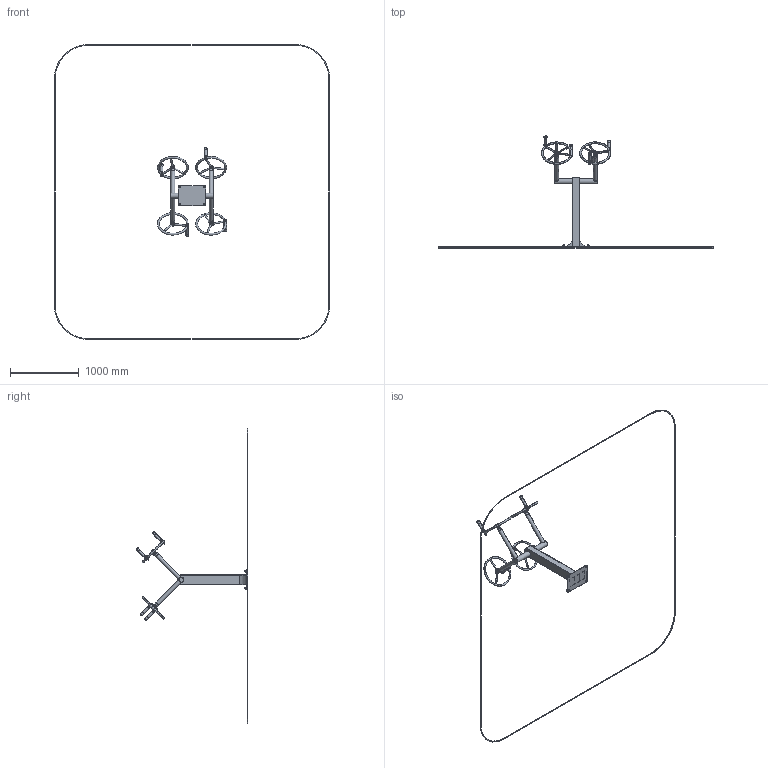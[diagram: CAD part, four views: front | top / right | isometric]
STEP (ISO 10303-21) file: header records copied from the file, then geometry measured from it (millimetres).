
FILE_DESCRIPTION(('STEP AP214'), '1');
FILE_NAME('ut-28', '', ('UNSPECIFIED'), ('UNSPECIFIED'), 'C3D Converter', 'C3D Toolkit', '');
FILE_SCHEMA(('AUTOMOTIVE_DESIGN { 1 0 10303 214 3 1 1}'));
Length unit declared in the file: millimetre
Products named in the file (56): УТ-29.1.14.00.00.00; УТ-29.1.14.00.01.00; УТ-19Н опора (2020); УТ-02.1.14.00.01.07; УТ-29.1.14.00.01.05; УТ-29.1.14.00.01.10; УТ-08.1.14.00.01.02; УТ-07.1.14.00.00.01; КЧ-03.1.2.04.00; УТ-19.1.2.04.01; КЧ-03.1.2.04.03; УТ-29.1.14.02.01.01; УТ-07.1.14.02.01.02; УТ-29.1.14.00.01.03; УТ-29.1.14.00.01.04; ФК-03.03; TPD16 
Assembly tree (107 placements, depth 5):
  УТ-29.1.14.00.00.00
    УТ-29.1.14.00.01.00
      УТ-19Н опора (2020)
      УТ-02.1.14.00.01.07
      УТ-29.1.14.00.01.05
      УТ-29.1.14.00.01.10  x4
      УТ-08.1.14.00.01.02
      (unnamed)  x4
      (unnamed)  x2
    УТ-07.1.14.00.00.01  x2
    (unnamed)  x4
    (unnamed)  x4
      КЧ-03.1.2.04.00
        УТ-19.1.2.04.01
        (unnamed)  x2
          (unnamed)
          (unnamed)
          (unnamed)
          (unnamed)
          (unnamed)
        КЧ-03.1.2.04.03
      (unnamed)
        (unnamed)  x2
          (unnamed)
          (unnamed)
          (unnamed)
          (unnamed)
          (unnamed)
        УТ-29.1.14.02.01.01
        УТ-07.1.14.02.01.02
      (unnamed)
      (unnamed)
      (unnamed)
      УТ-29.1.14.00.01.03
      (unnamed)
      УТ-29.1.14.00.01.03
      УТ-29.1.14.00.01.04
    УТ-07.1.14.00.00.01  x4
    (unnamed)
      (unnamed)
        ФК-03.03  x4
        (unnamed)  x2
        (unnamed)  x2
      (unnamed)  x4
        (unnamed)
        (unnamed)
        (unnamed)
    (unnamed)  x4
    (unnamed)  x4
    (unnamed)
    (unnamed)
    (unnamed)
    (unnamed)
    TPD16   x4
    (unnamed)
    (unnamed)
Bounding box: 4006.68 x 1627.97 x 4292.06 mm (x, y, z)
Volume: 8897219.6 mm3; surface area: 4682767.7 mm2
Topology: 275 solids, 275 shells, 1565 faces, 3181 edges, 1976 vertices
Faces by surface type: plane 566, cylinder 549, sphere 148, cone 140, torus 138, bspline 24
Full cylindrical faces by diameter (mm): 3 x4, 10.647 x1, 11 x4, 11.5 x4, 12 x20, 16 x20, 16.4 x12, 17 x4, 17.4 x16, 18 x4, 20 x12, 20.5 x4, 21 x8, 22 x24, 25.4 x16, 26.6 x16, 27.29 x16, 27.5 x4, 28 x12, 28.4 x4, 29 x16, 30 x12, 32 x16, 33 x8, 34 x4, 39.71 x16, 40 x8, 41.6 x8, 42 x12, 43.1 x16
Entity records: 21949 total; most frequent: CARTESIAN_POINT 6113, DIRECTION 1969, ORIENTED_EDGE 1380, AXIS2_PLACEMENT_3D 844, EDGE_CURVE 690, EDGE_LOOP 657, VERTEX_POINT 527, ADVANCED_FACE 418
